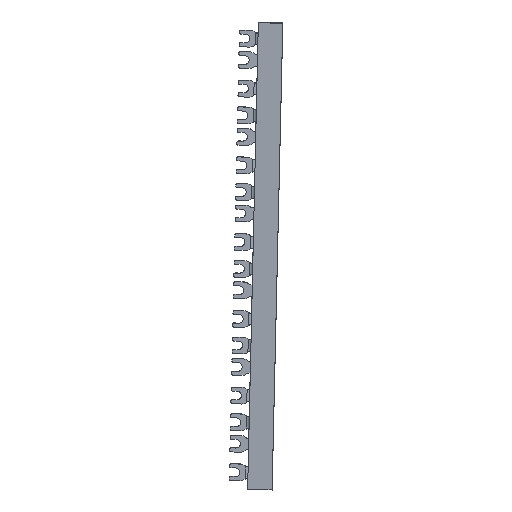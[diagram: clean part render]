
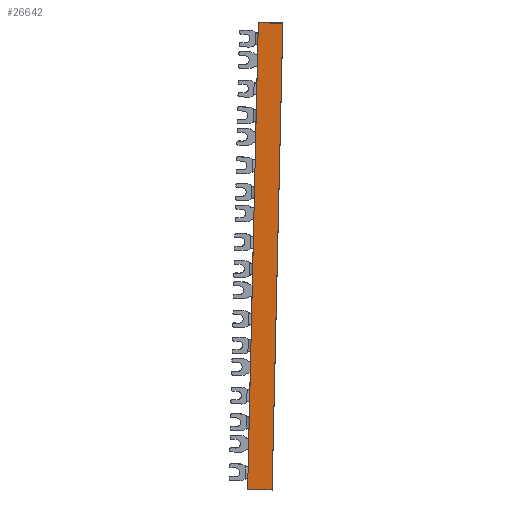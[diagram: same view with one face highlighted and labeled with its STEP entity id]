
A CAD part, left-side view. The second image highlights one B-rep face of the part: STEP entity #26642.
In plain terms, the highlighted face is planar.
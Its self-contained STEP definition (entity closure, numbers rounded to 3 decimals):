
#23881=DIRECTION('',(0.026,1.,0.));
#23882=VECTOR('',#23881,17.);
#23883=CARTESIAN_POINT('',(0.591,0.056,
290.355));
#23884=LINE('',#23883,#23882);
#24092=DIRECTION('',(0.,0.,-1.));
#24093=VECTOR('',#24092,324.817);
#24094=CARTESIAN_POINT('',(1.036,17.05,290.355));
#24095=LINE('',#24094,#24093);
#24099=DIRECTION('',(-0.026,-1.,0.));
#24100=VECTOR('',#24099,17.);
#24101=CARTESIAN_POINT('',(1.036,17.05,
-34.462));
#24102=LINE('',#24101,#24100);
#24106=DIRECTION('',(0.,0.,-1.));
#24107=VECTOR('',#24106,324.817);
#24108=CARTESIAN_POINT('',(0.591,0.056,
290.355));
#24109=LINE('',#24108,#24107);
#25875=CARTESIAN_POINT('',(0.591,0.056,
290.355));
#25876=VERTEX_POINT('',#25875);
#25877=CARTESIAN_POINT('',(1.036,17.05,290.355));
#25878=VERTEX_POINT('',#25877);
#26171=CARTESIAN_POINT('',(0.591,0.056,
-34.462));
#26172=VERTEX_POINT('',#26171);
#26173=CARTESIAN_POINT('',(1.036,17.05,
-34.462));
#26174=VERTEX_POINT('',#26173);
#26630=CARTESIAN_POINT('',(0.589,-0.015,290.355));
#26631=DIRECTION('',(-1.,0.026,0.));
#26632=DIRECTION('',(-0.026,-1.,0.));
#26633=AXIS2_PLACEMENT_3D('',#26630,#26631,#26632);
#26634=PLANE('',#26633);
#26635=ORIENTED_EDGE('',*,*,#26238,.F.);
#26636=ORIENTED_EDGE('',*,*,#26618,.F.);
#26637=ORIENTED_EDGE('',*,*,#26426,.F.);
#26639=ORIENTED_EDGE('',*,*,#26638,.T.);
#26640=EDGE_LOOP('',(#26635,#26636,#26637,#26639));
#26641=FACE_OUTER_BOUND('',#26640,.F.);
#26238=EDGE_CURVE('',#26174,#26172,#24102,.T.);
#26426=EDGE_CURVE('',#25876,#25878,#23884,.T.);
#26618=EDGE_CURVE('',#25878,#26174,#24095,.T.);
#26638=EDGE_CURVE('',#25876,#26172,#24109,.T.);
#26642=ADVANCED_FACE('',(#26641),#26634,.T.);
